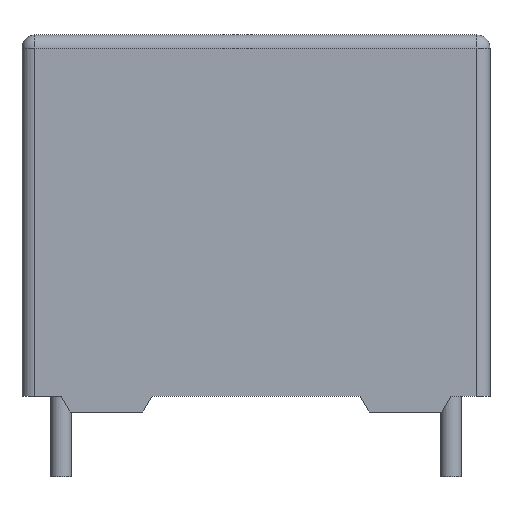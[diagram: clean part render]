
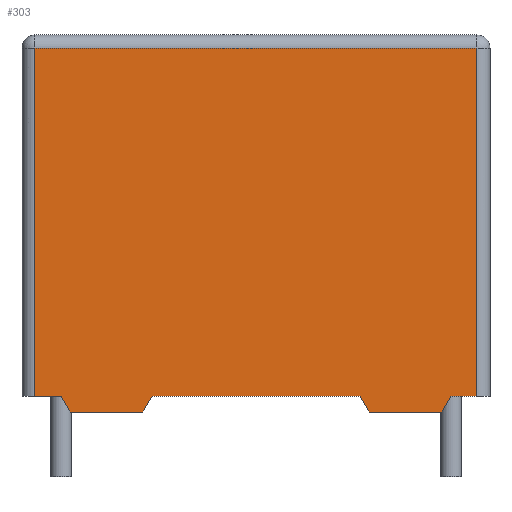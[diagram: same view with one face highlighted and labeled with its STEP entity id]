
A CAD part, front view. The second image highlights one B-rep face of the part: STEP entity #303.
In plain terms, the highlighted planar face has unit normal (0, -1, 0).
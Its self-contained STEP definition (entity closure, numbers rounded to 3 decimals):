
#303=ADVANCED_FACE('',(#748),#750,.T.);
#748=FACE_BOUND('',#749,.T.);
#749=EDGE_LOOP('',(#1766,#1767,#1768,#1769,#1770,#1771,#1772,#1773,#1774,#1775,#1776,
#1777));
#750=PLANE('',#751);
#751=AXIS2_PLACEMENT_3D('',#752,#753,#754);
#752=CARTESIAN_POINT('',(-1.5,-4.25,0.));
#753=DIRECTION('',(0.,-1.,0.));
#754=DIRECTION('',(1.,0.,0.));
#1766=ORIENTED_EDGE('',*,*,#1874,.T.);
#1767=ORIENTED_EDGE('',*,*,#1931,.T.);
#1768=ORIENTED_EDGE('',*,*,#1882,.T.);
#1769=ORIENTED_EDGE('',*,*,#1889,.T.);
#1770=ORIENTED_EDGE('',*,*,#1895,.T.);
#1771=ORIENTED_EDGE('',*,*,#1927,.T.);
#1772=ORIENTED_EDGE('',*,*,#1902,.T.);
#1773=ORIENTED_EDGE('',*,*,#1912,.T.);
#1774=ORIENTED_EDGE('',*,*,#1951,.T.);
#1775=ORIENTED_EDGE('',*,*,#1952,.F.);
#1776=ORIENTED_EDGE('',*,*,#1953,.F.);
#1777=ORIENTED_EDGE('',*,*,#1919,.T.);
#1874=EDGE_CURVE('',#2002,#2000,#2003,.F.);
#1882=EDGE_CURVE('',#2018,#2016,#2019,.F.);
#1889=EDGE_CURVE('',#2016,#2028,#2030,.F.);
#1895=EDGE_CURVE('',#2028,#2038,#2040,.F.);
#1902=EDGE_CURVE('',#2054,#2052,#2055,.F.);
#1912=EDGE_CURVE('',#2052,#2071,#2073,.F.);
#1919=EDGE_CURVE('',#2084,#2002,#2085,.F.);
#1927=EDGE_CURVE('',#2038,#2054,#2096,.T.);
#1931=EDGE_CURVE('',#2000,#2018,#2100,.T.);
#1951=EDGE_CURVE('',#2071,#2130,#2131,.T.);
#1952=EDGE_CURVE('',#2132,#2130,#2133,.T.);
#1953=EDGE_CURVE('',#2084,#2132,#2134,.T.);
#2000=VERTEX_POINT('',#2205);
#2002=VERTEX_POINT('',#2209);
#2003=LINE('',#2210,#2211);
#2016=VERTEX_POINT('',#2237);
#2018=VERTEX_POINT('',#2241);
#2019=LINE('',#2242,#2243);
#2028=VERTEX_POINT('',#2263);
#2030=LINE('',#2267,#2268);
#2038=VERTEX_POINT('',#2285);
#2040=LINE('',#2289,#2290);
#2052=VERTEX_POINT('',#2313);
#2054=VERTEX_POINT('',#2317);
#2055=LINE('',#2318,#2319);
#2071=VERTEX_POINT('',#2355);
#2073=LINE('',#2360,#2361);
#2084=VERTEX_POINT('',#2387);
#2085=LINE('',#2388,#2389);
#2096=LINE('',#2417,#2418);
#2100=LINE('',#2429,#2430);
#2130=VERTEX_POINT('',#2503);
#2131=LINE('',#2504,#2505);
#2132=VERTEX_POINT('',#2507);
#2133=LINE('',#2508,#2509);
#2134=LINE('',#2511,#2512);
#2205=CARTESIAN_POINT('',(0.346,-4.25,0.));
#2209=CARTESIAN_POINT('',(0.,-4.25,0.6));
#2210=CARTESIAN_POINT('',(0.346,-4.25,0.));
#2211=VECTOR('',#2212,1.);
#2212=DIRECTION('',(-0.5,0.,0.866));
#2237=CARTESIAN_POINT('',(3.5,-4.25,0.6));
#2241=CARTESIAN_POINT('',(3.154,-4.25,0.));
#2242=CARTESIAN_POINT('',(3.5,-4.25,0.6));
#2243=VECTOR('',#2244,1.);
#2244=DIRECTION('',(-0.5,0.,-0.866));
#2263=CARTESIAN_POINT('',(11.5,-4.25,0.6));
#2267=CARTESIAN_POINT('',(11.5,-4.25,0.6));
#2268=VECTOR('',#2269,1.);
#2269=DIRECTION('',(-1.,0.,0.));
#2285=CARTESIAN_POINT('',(11.846,-4.25,0.));
#2289=CARTESIAN_POINT('',(11.846,-4.25,0.));
#2290=VECTOR('',#2291,1.);
#2291=DIRECTION('',(-0.5,0.,0.866));
#2313=CARTESIAN_POINT('',(15.,-4.25,0.6));
#2317=CARTESIAN_POINT('',(14.654,-4.25,0.));
#2318=CARTESIAN_POINT('',(15.,-4.25,0.6));
#2319=VECTOR('',#2320,1.);
#2320=DIRECTION('',(-0.5,0.,-0.866));
#2355=CARTESIAN_POINT('',(16.,-4.25,0.6));
#2360=CARTESIAN_POINT('',(16.,-4.25,0.6));
#2361=VECTOR('',#2362,1.);
#2362=DIRECTION('',(-1.,0.,0.));
#2387=CARTESIAN_POINT('',(-1.,-4.25,0.6));
#2388=CARTESIAN_POINT('',(0.,-4.25,0.6));
#2389=VECTOR('',#2390,1.);
#2390=DIRECTION('',(-1.,0.,0.));
#2417=CARTESIAN_POINT('',(11.846,-4.25,0.));
#2418=VECTOR('',#2419,1.);
#2419=DIRECTION('',(1.,0.,0.));
#2429=CARTESIAN_POINT('',(0.346,-4.25,0.));
#2430=VECTOR('',#2431,1.);
#2431=DIRECTION('',(1.,0.,0.));
#2503=CARTESIAN_POINT('',(16.,-4.25,14.));
#2504=CARTESIAN_POINT('',(16.,-4.25,0.6));
#2505=VECTOR('',#2506,1.);
#2506=DIRECTION('',(0.,0.,1.));
#2507=CARTESIAN_POINT('',(-1.,-4.25,14.));
#2508=CARTESIAN_POINT('',(-1.,-4.25,14.));
#2509=VECTOR('',#2510,1.);
#2510=DIRECTION('',(1.,0.,0.));
#2511=CARTESIAN_POINT('',(-1.,-4.25,0.6));
#2512=VECTOR('',#2513,1.);
#2513=DIRECTION('',(0.,0.,1.));
